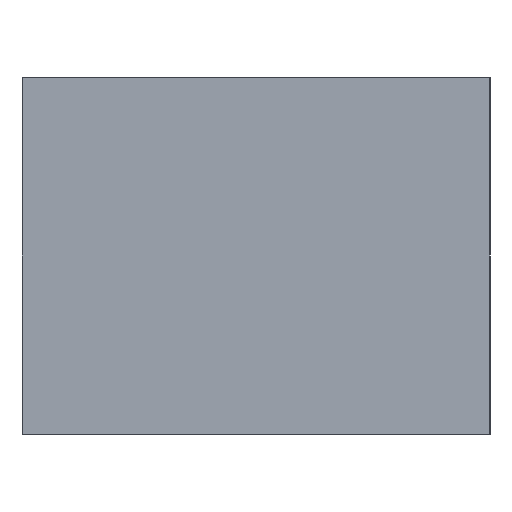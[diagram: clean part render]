
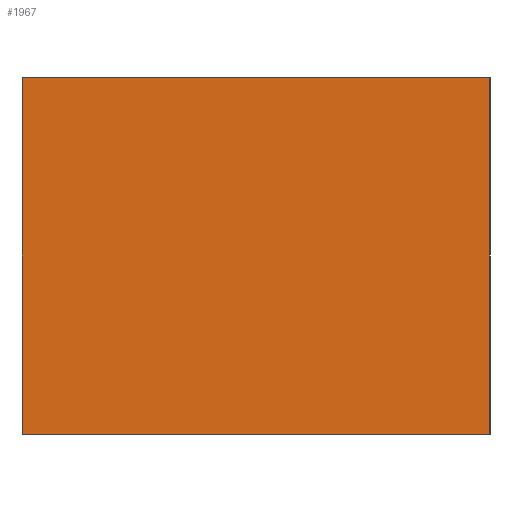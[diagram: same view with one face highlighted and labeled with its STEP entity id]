
A CAD part, left-side view. The second image highlights one B-rep face of the part: STEP entity #1967.
In plain terms, the highlighted planar face has unit normal (-1, 0, 0).
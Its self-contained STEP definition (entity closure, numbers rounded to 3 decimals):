
#108 = CARTESIAN_POINT ( 'NONE',  ( -3., 17.5, 0. ) ) ;
#195 = CARTESIAN_POINT ( 'NONE',  ( -3., -5.5, 17.5 ) ) ;
#336 = DIRECTION ( 'NONE',  ( 0., 0., -1. ) ) ;
#589 = LINE ( 'NONE', #1575, #739 ) ;
#591 = ORIENTED_EDGE ( 'NONE', *, *, #2839, .T. ) ;
#726 = DIRECTION ( 'NONE',  ( -1., 0., 0. ) ) ;
#739 = VECTOR ( 'NONE', #2544, 1000. ) ;
#748 = CARTESIAN_POINT ( 'NONE',  ( -3., 0., 0. ) ) ;
#1178 = FACE_OUTER_BOUND ( 'NONE', #1622, .T. ) ;
#1226 = EDGE_CURVE ( 'NONE', #1868, #1977, #2464, .T. ) ;
#1244 = VERTEX_POINT ( 'NONE', #2060 ) ;
#1325 = CARTESIAN_POINT ( 'NONE',  ( -3., -5.5, 17.5 ) ) ;
#1399 = VECTOR ( 'NONE', #2529, 1000. ) ;
#1516 = VERTEX_POINT ( 'NONE', #1660 ) ;
#1575 = CARTESIAN_POINT ( 'NONE',  ( -3., 17.5, 0. ) ) ;
#1622 = EDGE_LOOP ( 'NONE', ( #591, #1904, #2955, #2365 ) ) ;
#1660 = CARTESIAN_POINT ( 'NONE',  ( -3., 17.5, 0. ) ) ;
#1868 = VERTEX_POINT ( 'NONE', #195 ) ;
#1904 = ORIENTED_EDGE ( 'NONE', *, *, #1226, .F. ) ;
#1925 = CARTESIAN_POINT ( 'NONE',  ( -3., -5.5, 0. ) ) ;
#1937 = PLANE ( 'NONE',  #1975 ) ;
#1967 = ADVANCED_FACE ( 'NONE', ( #1178 ), #1937, .T. ) ;
#1975 = AXIS2_PLACEMENT_3D ( 'NONE', #748, #726, #2414 ) ;
#1977 = VERTEX_POINT ( 'NONE', #1925 ) ;
#2060 = CARTESIAN_POINT ( 'NONE',  ( -3., 17.5, 17.5 ) ) ;
#2133 = DIRECTION ( 'NONE',  ( 0., 1., 0. ) ) ;
#2219 = EDGE_CURVE ( 'NONE', #1244, #1516, #2713, .T. ) ;
#2362 = CARTESIAN_POINT ( 'NONE',  ( -3., 17.5, 17.5 ) ) ;
#2365 = ORIENTED_EDGE ( 'NONE', *, *, #2219, .T. ) ;
#2414 = DIRECTION ( 'NONE',  ( 0., 0., 1. ) ) ;
#2464 = LINE ( 'NONE', #1325, #3119 ) ;
#2479 = LINE ( 'NONE', #2362, #2518 ) ;
#2518 = VECTOR ( 'NONE', #2133, 1000. ) ;
#2529 = DIRECTION ( 'NONE',  ( 0., 0., -1. ) ) ;
#2544 = DIRECTION ( 'NONE',  ( 0., -1., 0. ) ) ;
#2713 = LINE ( 'NONE', #108, #1399 ) ;
#2839 = EDGE_CURVE ( 'NONE', #1516, #1977, #589, .T. ) ;
#2945 = EDGE_CURVE ( 'NONE', #1868, #1244, #2479, .T. ) ;
#2955 = ORIENTED_EDGE ( 'NONE', *, *, #2945, .T. ) ;
#3119 = VECTOR ( 'NONE', #336, 1000. ) ;
